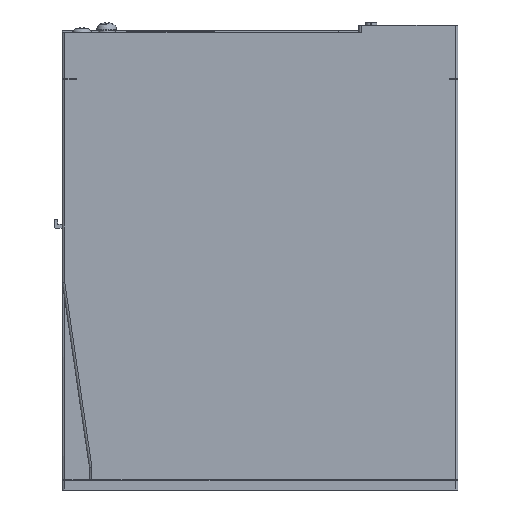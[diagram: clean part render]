
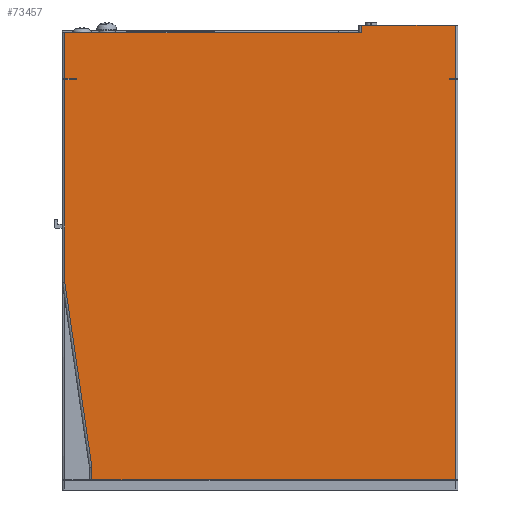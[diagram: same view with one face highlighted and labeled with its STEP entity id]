
A CAD part, left-side view. The second image highlights one B-rep face of the part: STEP entity #73457.
In plain terms, the highlighted planar face has unit normal (-1, 0, 0).
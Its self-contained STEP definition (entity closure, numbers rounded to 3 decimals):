
#14957=DIRECTION('',(0.,1.,0.));
#14958=VECTOR('',#14957,2.508);
#14959=CARTESIAN_POINT('',(-30.,-79.,-18.));
#14960=LINE('',#14959,#14958);
#14965=DIRECTION('',(0.,1.,0.));
#14966=VECTOR('',#14965,4.773);
#14967=CARTESIAN_POINT('',(-30.,74.227,-18.));
#14968=LINE('',#14967,#14966);
#15042=DIRECTION('',(0.,0.,-1.));
#15043=VECTOR('',#15042,0.25);
#15044=CARTESIAN_POINT('',(-30.,74.227,-17.75));
#15045=LINE('',#15044,#15043);
#15046=DIRECTION('',(0.,1.,0.));
#15047=VECTOR('',#15046,4.773);
#15048=CARTESIAN_POINT('',(-30.,74.227,-17.75));
#15049=LINE('',#15048,#15047);
#15050=DIRECTION('',(0.,1.,0.));
#15051=VECTOR('',#15050,2.508);
#15052=CARTESIAN_POINT('',(-30.,-79.,-17.75));
#15053=LINE('',#15052,#15051);
#15054=DIRECTION('',(0.,0.,1.));
#15055=VECTOR('',#15054,0.25);
#15056=CARTESIAN_POINT('',(-30.,-76.492,-18.));
#15057=LINE('',#15056,#15055);
#15058=DIRECTION('',(0.,1.,0.));
#15059=VECTOR('',#15058,147.);
#15060=CARTESIAN_POINT('',(-30.,-79.,-179.9));
#15061=LINE('',#15060,#15059);
#15062=DIRECTION('',(0.,0.145,0.989));
#15063=VECTOR('',#15062,75.802);
#15064=CARTESIAN_POINT('',(-30.,68.,-174.927));
#15065=LINE('',#15064,#15063);
#15260=DIRECTION('',(0.,1.,0.));
#15261=VECTOR('',#15260,120.);
#15262=CARTESIAN_POINT('',(-30.,-41.,1.));
#15263=LINE('',#15262,#15261);
#15444=DIRECTION('',(0.,0.,-1.));
#15445=VECTOR('',#15444,18.75);
#15446=CARTESIAN_POINT('',(-30.,79.,1.));
#15447=LINE('',#15446,#15445);
#17205=DIRECTION('',(0.,-1.,0.));
#17206=VECTOR('',#17205,38.);
#17207=CARTESIAN_POINT('',(-30.,-41.,4.));
#17208=LINE('',#17207,#17206);
#17416=DIRECTION('',(0.,0.,1.));
#17417=VECTOR('',#17416,21.75);
#17418=CARTESIAN_POINT('',(-30.,-79.,-17.75));
#17419=LINE('',#17418,#17417);
#17627=DIRECTION('',(0.,0.,-1.));
#17628=VECTOR('',#17627,3.);
#17629=CARTESIAN_POINT('',(-30.,-41.,4.));
#17630=LINE('',#17629,#17628);
#23452=DIRECTION('',(0.,0.,1.));
#23453=VECTOR('',#23452,161.9);
#23454=CARTESIAN_POINT('',(-30.,-79.,-179.9));
#23455=LINE('',#23454,#23453);
#23456=DIRECTION('',(0.,0.,-1.));
#23457=VECTOR('',#23456,4.973);
#23458=CARTESIAN_POINT('',(-30.,68.,-174.927));
#23459=LINE('',#23458,#23457);
#23943=DIRECTION('',(0.,0.,-1.));
#23944=VECTOR('',#23943,81.927);
#23945=CARTESIAN_POINT('',(-30.,79.,-18.));
#23946=LINE('',#23945,#23944);
#45344=CARTESIAN_POINT('',(-30.,-79.,-179.9));
#45345=CARTESIAN_POINT('',(-30.,68.,-179.9));
#45346=VERTEX_POINT('',#45344);
#45347=VERTEX_POINT('',#45345);
#45348=CARTESIAN_POINT('',(-30.,68.,-174.927));
#45349=VERTEX_POINT('',#45348);
#45350=CARTESIAN_POINT('',(-30.,79.,-99.927));
#45351=VERTEX_POINT('',#45350);
#45352=CARTESIAN_POINT('',(-30.,79.,-18.));
#45353=VERTEX_POINT('',#45352);
#45354=CARTESIAN_POINT('',(-30.,-79.,-18.));
#45355=VERTEX_POINT('',#45354);
#48377=CARTESIAN_POINT('',(-30.,79.,-17.75));
#48378=VERTEX_POINT('',#48377);
#48379=CARTESIAN_POINT('',(-30.,-79.,-17.75));
#48380=VERTEX_POINT('',#48379);
#48739=CARTESIAN_POINT('',(-30.,79.,1.));
#48741=VERTEX_POINT('',#48739);
#48755=CARTESIAN_POINT('',(-30.,-41.,1.));
#48756=VERTEX_POINT('',#48755);
#50071=CARTESIAN_POINT('',(-30.,-79.,4.));
#50073=VERTEX_POINT('',#50071);
#50080=CARTESIAN_POINT('',(-30.,-41.,4.));
#50082=VERTEX_POINT('',#50080);
#51608=CARTESIAN_POINT('',(-30.,-76.492,-18.));
#51610=VERTEX_POINT('',#51608);
#51612=CARTESIAN_POINT('',(-30.,74.227,-18.));
#51614=VERTEX_POINT('',#51612);
#51981=CARTESIAN_POINT('',(-30.,74.227,-17.75));
#51983=VERTEX_POINT('',#51981);
#51985=CARTESIAN_POINT('',(-30.,-76.492,-17.75));
#51987=VERTEX_POINT('',#51985);
#73424=CARTESIAN_POINT('',(-30.,80.,0.));
#73425=DIRECTION('',(-1.,0.,0.));
#73426=DIRECTION('',(0.,1.,0.));
#73427=AXIS2_PLACEMENT_3D('',#73424,#73425,#73426);
#73428=PLANE('',#73427);
#73429=ORIENTED_EDGE('',*,*,#53384,.F.);
#73431=ORIENTED_EDGE('',*,*,#73430,.T.);
#73433=ORIENTED_EDGE('',*,*,#73432,.F.);
#73435=ORIENTED_EDGE('',*,*,#73434,.F.);
#73437=ORIENTED_EDGE('',*,*,#73436,.F.);
#73439=ORIENTED_EDGE('',*,*,#73438,.T.);
#73441=ORIENTED_EDGE('',*,*,#73440,.F.);
#73442=ORIENTED_EDGE('',*,*,#73410,.T.);
#73443=ORIENTED_EDGE('',*,*,#59235,.F.);
#73444=ORIENTED_EDGE('',*,*,#73343,.F.);
#73446=ORIENTED_EDGE('',*,*,#73445,.F.);
#73447=ORIENTED_EDGE('',*,*,#63319,.T.);
#73449=ORIENTED_EDGE('',*,*,#73448,.F.);
#73451=ORIENTED_EDGE('',*,*,#73450,.T.);
#73453=ORIENTED_EDGE('',*,*,#73452,.F.);
#73454=ORIENTED_EDGE('',*,*,#73354,.F.);
#73455=EDGE_LOOP('',(#73429,#73431,#73433,#73435,#73437,#73439,#73441,#73442,
#73443,#73444,#73446,#73447,#73449,#73451,#73453,#73454));
#73456=FACE_OUTER_BOUND('',#73455,.F.);
#53384=EDGE_CURVE('',#51983,#51614,#15045,.T.);
#59235=EDGE_CURVE('',#51610,#51987,#15057,.T.);
#63319=EDGE_CURVE('',#45346,#45347,#15061,.T.);
#73343=EDGE_CURVE('',#45355,#51610,#14960,.T.);
#73354=EDGE_CURVE('',#51614,#45353,#14968,.T.);
#73410=EDGE_CURVE('',#48380,#51987,#15053,.T.);
#73430=EDGE_CURVE('',#51983,#48378,#15049,.T.);
#73432=EDGE_CURVE('',#48741,#48378,#15447,.T.);
#73434=EDGE_CURVE('',#48756,#48741,#15263,.T.);
#73436=EDGE_CURVE('',#50082,#48756,#17630,.T.);
#73438=EDGE_CURVE('',#50082,#50073,#17208,.T.);
#73440=EDGE_CURVE('',#48380,#50073,#17419,.T.);
#73445=EDGE_CURVE('',#45346,#45355,#23455,.T.);
#73448=EDGE_CURVE('',#45349,#45347,#23459,.T.);
#73450=EDGE_CURVE('',#45349,#45351,#15065,.T.);
#73452=EDGE_CURVE('',#45353,#45351,#23946,.T.);
#73457=ADVANCED_FACE('',(#73456),#73428,.T.);
